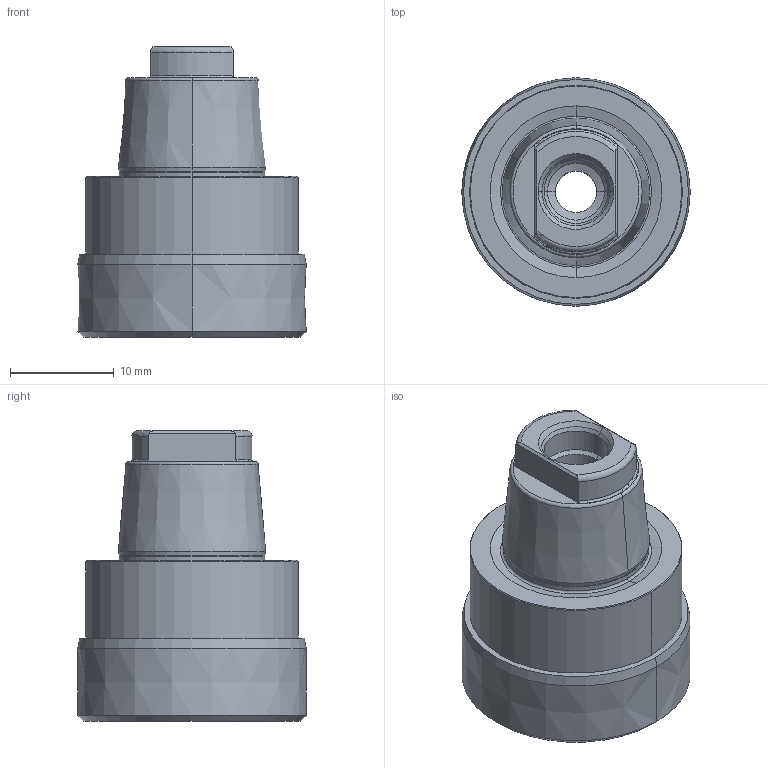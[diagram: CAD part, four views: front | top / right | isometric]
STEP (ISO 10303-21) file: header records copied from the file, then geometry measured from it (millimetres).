
FILE_DESCRIPTION((''),'2;1');
FILE_NAME('DEX','2022-02-24T11:50:14',('UZUNM1'),(''),'CREO PARAMETRIC BY PTC INC, 2019030','CREO PARAMETRIC BY PTC INC, 2019030','');
FILE_SCHEMA(('AP242_MANAGED_MODEL_BASED_3D_ENGINEERING_MIM_LF { 1 0 10303 442 1 1 4 }'));
Length unit declared in the file: millimetre
Products named in the file (1): DEX
Bounding box: 22.01 x 22.01 x 27.95 mm (x, y, z)
Volume: 6476.4 mm3; surface area: 2641.5 mm2
Topology: 1 solids, 1 shells, 60 faces, 135 edges, 80 vertices
Faces by surface type: cone 26, cylinder 14, plane 10, torus 10
Entity records: 2390 total; most frequent: CARTESIAN_POINT 457, DIRECTION 321, ORIENTED_EDGE 262, PRESENTATION_STYLE_ASSIGNMENT 141, STYLED_ITEM 137, CURVE_STYLE 136, AXIS2_PLACEMENT_3D 135, EDGE_CURVE 131
